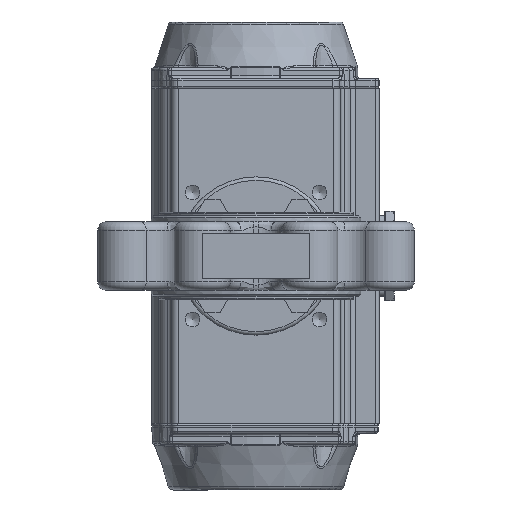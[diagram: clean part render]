
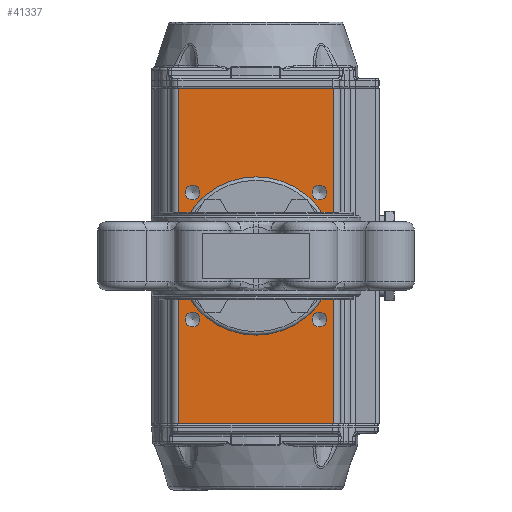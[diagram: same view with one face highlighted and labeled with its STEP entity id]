
A CAD part, front view. The second image highlights one B-rep face of the part: STEP entity #41337.
In plain terms, the highlighted planar face has unit normal (0, -1, 0).
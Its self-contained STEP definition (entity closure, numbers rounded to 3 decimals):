
#3690=PLANE('',#45319);
#4870=LINE('',#69059,#7088);
#4871=LINE('',#69061,#7089);
#4872=LINE('',#69063,#7090);
#4873=LINE('',#69065,#7091);
#7088=VECTOR('',#51286,1000.);
#7089=VECTOR('',#51289,1000.);
#7090=VECTOR('',#51290,1000.);
#7091=VECTOR('',#51291,1000.);
#11764=ORIENTED_EDGE('',*,*,#22720,.F.);
#11765=ORIENTED_EDGE('',*,*,#22719,.T.);
#11766=ORIENTED_EDGE('',*,*,#22721,.T.);
#11767=ORIENTED_EDGE('',*,*,#22722,.F.);
#11768=ORIENTED_EDGE('',*,*,#22723,.T.);
#11769=ORIENTED_EDGE('',*,*,#22724,.T.);
#11770=ORIENTED_EDGE('',*,*,#22725,.T.);
#11771=ORIENTED_EDGE('',*,*,#22726,.T.);
#11772=ORIENTED_EDGE('',*,*,#22727,.T.);
#11773=ORIENTED_EDGE('',*,*,#22728,.T.);
#11774=ORIENTED_EDGE('',*,*,#22729,.T.);
#11775=ORIENTED_EDGE('',*,*,#22730,.T.);
#11776=ORIENTED_EDGE('',*,*,#22731,.T.);
#22719=EDGE_CURVE('',#28456,#28458,#4870,.T.);
#22720=EDGE_CURVE('',#28456,#28459,#4871,.T.);
#22721=EDGE_CURVE('',#28458,#28460,#4872,.T.);
#22722=EDGE_CURVE('',#28459,#28460,#4873,.T.);
#22723=EDGE_CURVE('',#28461,#28461,#32087,.T.);
#22724=EDGE_CURVE('',#28462,#28462,#32088,.T.);
#22725=EDGE_CURVE('',#28463,#28463,#32089,.T.);
#22726=EDGE_CURVE('',#28464,#28464,#32090,.T.);
#22727=EDGE_CURVE('',#28465,#28465,#32091,.T.);
#22728=EDGE_CURVE('',#28466,#28466,#32092,.T.);
#22729=EDGE_CURVE('',#28467,#28467,#32093,.T.);
#22730=EDGE_CURVE('',#28468,#28468,#32094,.T.);
#22731=EDGE_CURVE('',#28469,#28469,#32095,.T.);
#28456=VERTEX_POINT('',#69054);
#28458=VERTEX_POINT('',#69058);
#28459=VERTEX_POINT('',#69062);
#28460=VERTEX_POINT('',#69064);
#28461=VERTEX_POINT('',#69067);
#28462=VERTEX_POINT('',#69069);
#28463=VERTEX_POINT('',#69071);
#28464=VERTEX_POINT('',#69073);
#28465=VERTEX_POINT('',#69075);
#28466=VERTEX_POINT('',#69077);
#28467=VERTEX_POINT('',#69079);
#28468=VERTEX_POINT('',#69081);
#28469=VERTEX_POINT('',#69083);
#32087=CIRCLE('',#45320,3.324);
#32088=CIRCLE('',#45321,3.324);
#32089=CIRCLE('',#45322,3.324);
#32090=CIRCLE('',#45323,3.323);
#32091=CIRCLE('',#45324,4.188);
#32092=CIRCLE('',#45325,4.188);
#32093=CIRCLE('',#45326,4.188);
#32094=CIRCLE('',#45327,4.188);
#32095=CIRCLE('',#45328,21.6);
#34362=EDGE_LOOP('',(#11764,#11765,#11766,#11767));
#34363=EDGE_LOOP('',(#11768));
#34364=EDGE_LOOP('',(#11769));
#34365=EDGE_LOOP('',(#11770));
#34366=EDGE_LOOP('',(#11771));
#34367=EDGE_LOOP('',(#11772));
#34368=EDGE_LOOP('',(#11773));
#34369=EDGE_LOOP('',(#11774));
#34370=EDGE_LOOP('',(#11775));
#34371=EDGE_LOOP('',(#11776));
#37622=FACE_BOUND('',#34362,.T.);
#37623=FACE_BOUND('',#34363,.T.);
#37624=FACE_BOUND('',#34364,.T.);
#37625=FACE_BOUND('',#34365,.T.);
#37626=FACE_BOUND('',#34366,.T.);
#37627=FACE_BOUND('',#34367,.T.);
#37628=FACE_BOUND('',#34368,.T.);
#37629=FACE_BOUND('',#34369,.T.);
#37630=FACE_BOUND('',#34370,.T.);
#37631=FACE_BOUND('',#34371,.T.);
#41337=ADVANCED_FACE('',(#37622,#37623,#37624,#37625,#37626,#37627,#37628,
#37629,#37630,#37631),#3690,.T.);
#45319=AXIS2_PLACEMENT_3D('',#69060,#51287,#51288);
#45320=AXIS2_PLACEMENT_3D('',#69066,#51292,#51293);
#45321=AXIS2_PLACEMENT_3D('',#69068,#51294,#51295);
#45322=AXIS2_PLACEMENT_3D('',#69070,#51296,#51297);
#45323=AXIS2_PLACEMENT_3D('',#69072,#51298,#51299);
#45324=AXIS2_PLACEMENT_3D('',#69074,#51300,#51301);
#45325=AXIS2_PLACEMENT_3D('',#69076,#51302,#51303);
#45326=AXIS2_PLACEMENT_3D('',#69078,#51304,#51305);
#45327=AXIS2_PLACEMENT_3D('',#69080,#51306,#51307);
#45328=AXIS2_PLACEMENT_3D('',#69082,#51308,#51309);
#51286=DIRECTION('',(0.,0.,-1.));
#51287=DIRECTION('',(0.,-1.,0.));
#51288=DIRECTION('',(1.,0.,0.));
#51289=DIRECTION('',(1.,0.,0.));
#51290=DIRECTION('',(1.,0.,0.));
#51291=DIRECTION('',(0.,0.,-1.));
#51292=DIRECTION('',(0.,1.,0.));
#51293=DIRECTION('',(1.,0.,0.));
#51294=DIRECTION('',(0.,1.,0.));
#51295=DIRECTION('',(0.,0.,-1.));
#51296=DIRECTION('',(0.,1.,0.));
#51297=DIRECTION('',(1.,0.,0.));
#51298=DIRECTION('',(0.,1.,0.));
#51299=DIRECTION('',(0.,0.,-1.));
#51300=DIRECTION('',(0.,1.,0.));
#51301=DIRECTION('',(1.,0.,0.));
#51302=DIRECTION('',(0.,1.,0.));
#51303=DIRECTION('',(0.,0.,-1.));
#51304=DIRECTION('',(0.,1.,0.));
#51305=DIRECTION('',(1.,0.,0.));
#51306=DIRECTION('',(0.,1.,0.));
#51307=DIRECTION('',(0.,0.,-1.));
#51308=DIRECTION('',(0.,1.,0.));
#51309=DIRECTION('',(1.,0.,0.));
#69054=CARTESIAN_POINT('',(-44.,-68.,190.));
#69058=CARTESIAN_POINT('',(-44.,-68.,0.));
#69059=CARTESIAN_POINT('',(-44.,-68.,0.));
#69060=CARTESIAN_POINT('',(-44.,-68.,0.));
#69061=CARTESIAN_POINT('',(6.471,-68.,190.));
#69062=CARTESIAN_POINT('',(44.,-68.,190.));
#69063=CARTESIAN_POINT('',(6.471,-68.,0.));
#69064=CARTESIAN_POINT('',(44.,-68.,0.));
#69065=CARTESIAN_POINT('',(44.,-68.,0.));
#69066=CARTESIAN_POINT('',(24.749,-68.,119.749));
#69067=CARTESIAN_POINT('',(28.072,-68.,119.749));
#69068=CARTESIAN_POINT('',(24.749,-68.,70.251));
#69069=CARTESIAN_POINT('',(24.749,-68.,66.928));
#69070=CARTESIAN_POINT('',(-24.749,-68.,70.251));
#69071=CARTESIAN_POINT('',(-21.425,-68.,70.251));
#69072=CARTESIAN_POINT('',(-24.749,-68.,119.749));
#69073=CARTESIAN_POINT('',(-24.749,-68.,116.425));
#69074=CARTESIAN_POINT('',(36.062,-68.,131.062));
#69075=CARTESIAN_POINT('',(40.25,-68.,131.062));
#69076=CARTESIAN_POINT('',(36.062,-68.,58.938));
#69077=CARTESIAN_POINT('',(36.062,-68.,54.75));
#69078=CARTESIAN_POINT('',(-36.062,-68.,58.938));
#69079=CARTESIAN_POINT('',(-31.874,-68.,58.938));
#69080=CARTESIAN_POINT('',(-36.062,-68.,131.062));
#69081=CARTESIAN_POINT('',(-36.062,-68.,126.874));
#69082=CARTESIAN_POINT('',(0.,-68.,95.));
#69083=CARTESIAN_POINT('',(21.6,-68.,95.));
